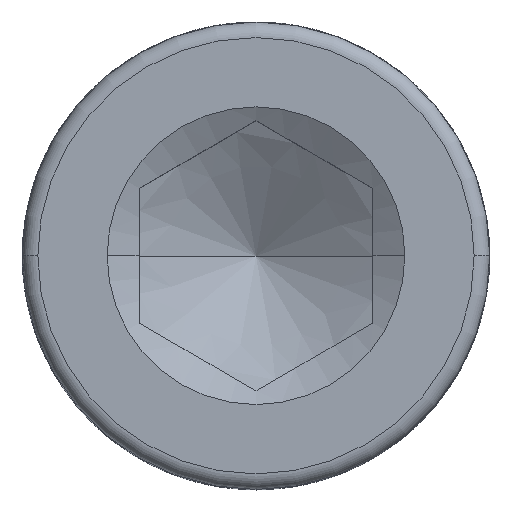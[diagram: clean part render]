
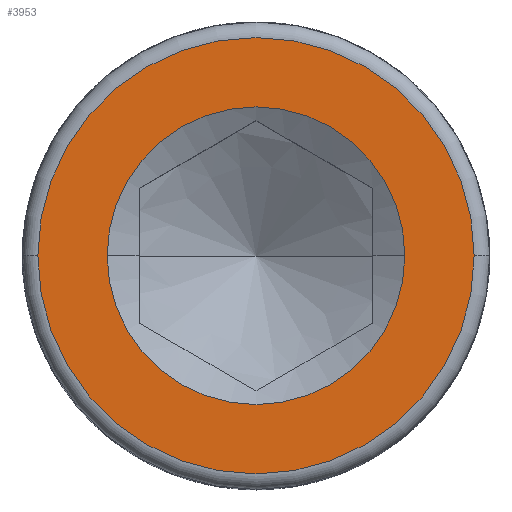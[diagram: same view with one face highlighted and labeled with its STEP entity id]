
A CAD part, top view. The second image highlights one B-rep face of the part: STEP entity #3953.
In plain terms, the highlighted planar face has unit normal (0, 0, 1).
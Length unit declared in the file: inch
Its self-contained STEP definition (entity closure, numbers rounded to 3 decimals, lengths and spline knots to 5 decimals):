
#183 = VERTEX_POINT ( 'NONE', #8900 ) ;
#652 = ORIENTED_EDGE ( 'NONE', *, *, #10619, .F. ) ;
#687 = ORIENTED_EDGE ( 'NONE', *, *, #10065, .F. ) ;
#1340 = EDGE_CURVE ( 'NONE', #13597, #183, #5920, .T. ) ;
#1771 = DIRECTION ( 'NONE',  ( -1., 0., 0. ) ) ;
#2125 = DIRECTION ( 'NONE',  ( 1., 0., 0. ) ) ;
#2416 = CARTESIAN_POINT ( 'NONE',  ( 0., 0., 1.125 ) ) ;
#2701 = FACE_BOUND ( 'NONE', #14687, .T. ) ;
#3207 = VERTEX_POINT ( 'NONE', #4648 ) ;
#3415 = CARTESIAN_POINT ( 'NONE',  ( 0.11938, 0., 1.125 ) ) ;
#3953 = ADVANCED_FACE ( 'NONE', ( #2701, #6256 ), #14699, .T. ) ;
#4015 = ORIENTED_EDGE ( 'NONE', *, *, #13011, .F. ) ;
#4648 = CARTESIAN_POINT ( 'NONE',  ( -0.11938, 0., 1.125 ) ) ;
#4686 = AXIS2_PLACEMENT_3D ( 'NONE', #2416, #11116, #7393 ) ;
#4728 = ORIENTED_EDGE ( 'NONE', *, *, #1340, .F. ) ;
#4781 = CARTESIAN_POINT ( 'NONE',  ( 0., 0.175, 1.125 ) ) ;
#5282 = CIRCLE ( 'NONE', #4686, 0.11938 ) ;
#5920 = CIRCLE ( 'NONE', #11209, 0.175 ) ;
#5940 = CIRCLE ( 'NONE', #7831, 0.11938 ) ;
#6256 = FACE_OUTER_BOUND ( 'NONE', #10832, .T. ) ;
#7205 = DIRECTION ( 'NONE',  ( 0., 0., 1. ) ) ;
#7393 = DIRECTION ( 'NONE',  ( 1., 0., 0. ) ) ;
#7831 = AXIS2_PLACEMENT_3D ( 'NONE', #10883, #10984, #9764 ) ;
#8132 = CARTESIAN_POINT ( 'NONE',  ( 0., 0., 1.125 ) ) ;
#8900 = CARTESIAN_POINT ( 'NONE',  ( 0.175, 0., 1.125 ) ) ;
#9277 = DIRECTION ( 'NONE',  ( 0., 0., -1. ) ) ;
#9764 = DIRECTION ( 'NONE',  ( 1., 0., 0. ) ) ;
#10065 = EDGE_CURVE ( 'NONE', #15283, #3207, #5940, .T. ) ;
#10619 = EDGE_CURVE ( 'NONE', #183, #13597, #12868, .T. ) ;
#10832 = EDGE_LOOP ( 'NONE', ( #4728, #652 ) ) ;
#10883 = CARTESIAN_POINT ( 'NONE',  ( 0., 0., 1.125 ) ) ;
#10984 = DIRECTION ( 'NONE',  ( 0., 0., 1. ) ) ;
#11116 = DIRECTION ( 'NONE',  ( 0., 0., 1. ) ) ;
#11209 = AXIS2_PLACEMENT_3D ( 'NONE', #11839, #9277, #1771 ) ;
#11839 = CARTESIAN_POINT ( 'NONE',  ( 0., 0., 1.125 ) ) ;
#12868 = CIRCLE ( 'NONE', #14415, 0.175 ) ;
#13011 = EDGE_CURVE ( 'NONE', #3207, #15283, #5282, .T. ) ;
#13285 = DIRECTION ( 'NONE',  ( -1., 0., 0. ) ) ;
#13597 = VERTEX_POINT ( 'NONE', #14196 ) ;
#14196 = CARTESIAN_POINT ( 'NONE',  ( -0.175, 0., 1.125 ) ) ;
#14415 = AXIS2_PLACEMENT_3D ( 'NONE', #8132, #14672, #13285 ) ;
#14672 = DIRECTION ( 'NONE',  ( 0., 0., -1. ) ) ;
#14687 = EDGE_LOOP ( 'NONE', ( #687, #4015 ) ) ;
#14699 = PLANE ( 'NONE',  #16303 ) ;
#15283 = VERTEX_POINT ( 'NONE', #3415 ) ;
#16303 = AXIS2_PLACEMENT_3D ( 'NONE', #4781, #7205, #2125 ) ;
